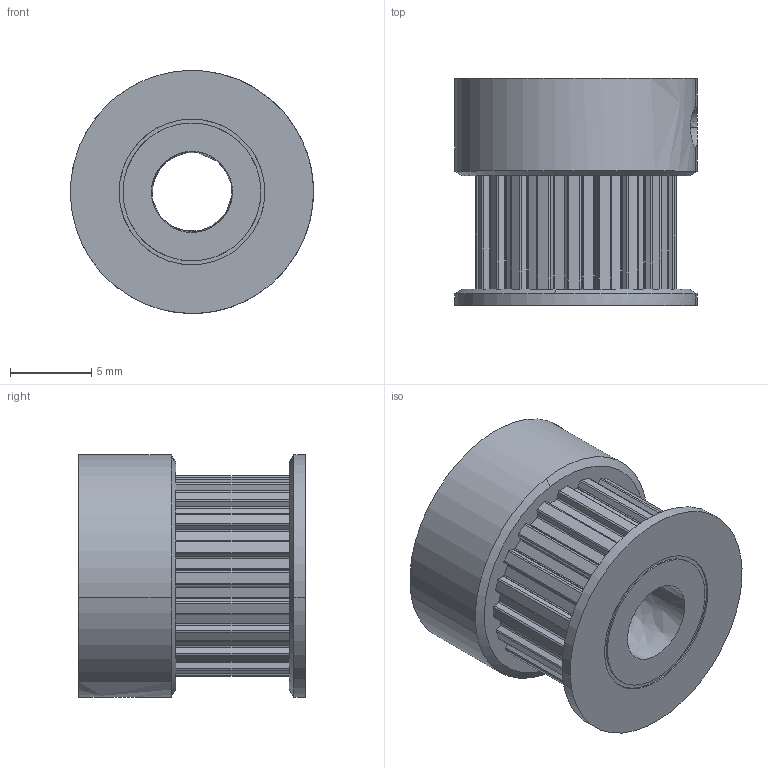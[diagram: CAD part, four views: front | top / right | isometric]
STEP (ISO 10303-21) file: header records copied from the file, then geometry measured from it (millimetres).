
FILE_DESCRIPTION(('FreeCAD Model'),'2;1');
FILE_NAME('GT2-026.stp','2016-01-27T22:41:02',('FreeCAD'),('FreeCAD'), 'Open CASCADE STEP processor 6.8','FreeCAD','Unknown');
FILE_SCHEMA(('AUTOMOTIVE_DESIGN_CC2 { 1 2 10303 214 -1 1 5 4 }'));
Length unit declared in the file: millimetre
Products named in the file (1): Open CASCADE STEP translator 6.8 294
Bounding box: 14.99 x 14 x 14.99 mm (x, y, z)
Volume: 1685.8 mm3; surface area: 1396.2 mm2
Topology: 1 solids, 1 shells, 198 faces, 600 edges, 406 vertices
Faces by surface type: bspline 132, plane 66
Entity records: 27578 total; most frequent: CARTESIAN_POINT 20217, B_SPLINE_CURVE_WITH_KNOTS 1264, ORIENTED_EDGE 1200, PCURVE 1200, DEFINITIONAL_REPRESENTATION 1200, EDGE_CURVE 600, SURFACE_CURVE 600, VERTEX_POINT 406
